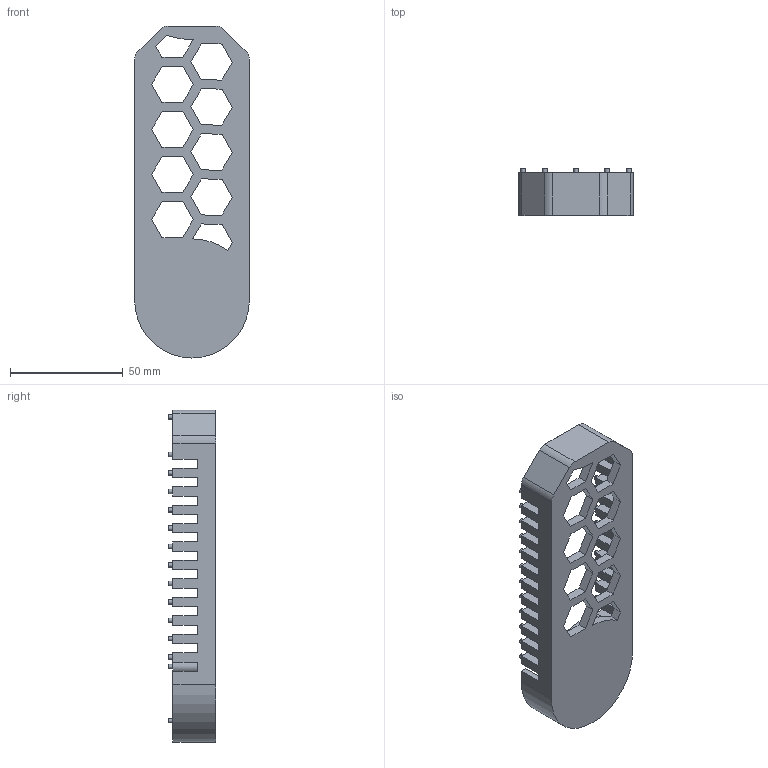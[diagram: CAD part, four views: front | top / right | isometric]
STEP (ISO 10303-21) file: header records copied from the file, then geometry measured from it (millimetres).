
FILE_DESCRIPTION(/* description */ (''),/* implementation_level */ '2;1');
FILE_NAME(/* name */ 'BRACHIUM MAIN 2 V2.step',/* time_stamp */ '2024-07-31T02:20:53-04:00',/* author */ (''),/* organization */ (''),/* preprocessor_version */ 'ST-DEVELOPER v20',/* originating_system */ 'Autodesk Translation Framework v13.14.0.145',/* authorisation */ '');
FILE_SCHEMA (('AUTOMOTIVE_DESIGN { 1 0 10303 214 3 1 1 }'));
Length unit declared in the file: millimetre
Products named in the file (1): BRACHIUM
Bounding box: 50.9 x 21 x 147.45 mm (x, y, z)
Volume: 36911.8 mm3; surface area: 25870.7 mm2
Topology: 1 solids, 1 shells, 238 faces, 618 edges, 412 vertices
Faces by surface type: plane 198, cylinder 40
Full cylindrical faces by diameter (mm): 2 x28, 6 x3, 46.9 x1
Entity records: 7294 total; most frequent: CARTESIAN_POINT 1269, ORIENTED_EDGE 1236, DIRECTION 1185, EDGE_CURVE 618, LINE 529, VECTOR 529, VERTEX_POINT 412, AXIS2_PLACEMENT_3D 328
